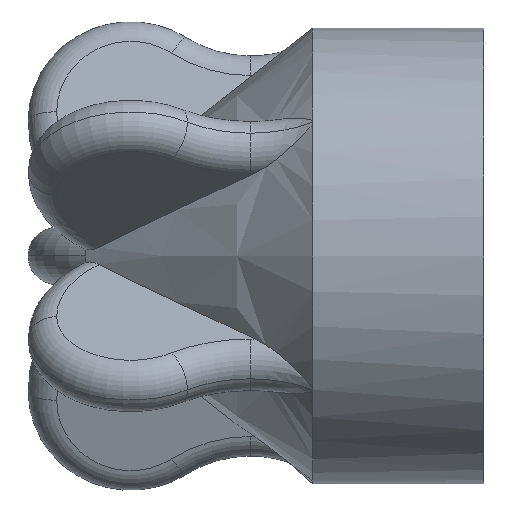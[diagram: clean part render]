
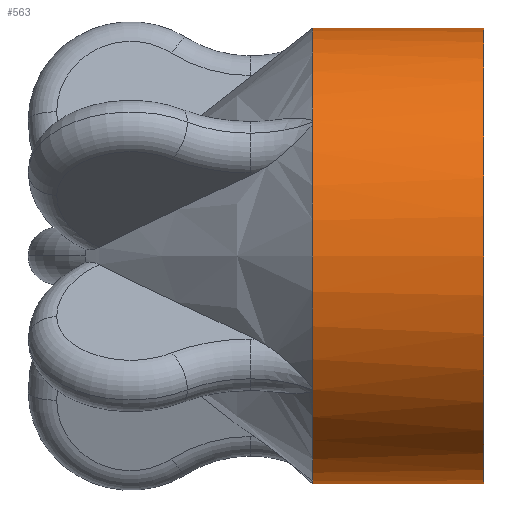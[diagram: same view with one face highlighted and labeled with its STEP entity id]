
A CAD part, left-side view. The second image highlights one B-rep face of the part: STEP entity #563.
In plain terms, the highlighted cylindrical face has radius 4 mm (diameter 8 mm), a partial arc.
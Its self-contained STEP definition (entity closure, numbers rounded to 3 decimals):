
#28 = VERTEX_POINT ( 'NONE', #1824 ) ;
#37 = EDGE_CURVE ( 'NONE', #914, #685, #1856, .T. ) ;
#66 = EDGE_CURVE ( 'NONE', #28, #884, #1154, .T. ) ;
#93 = CIRCLE ( 'NONE', #420, 4. ) ;
#151 = CIRCLE ( 'NONE', #2426, 4. ) ;
#164 = DIRECTION ( 'NONE',  ( 0., 1., 0. ) ) ;
#170 = CARTESIAN_POINT ( 'NONE',  ( 0., 0.5, 4. ) ) ;
#180 = DIRECTION ( 'NONE',  ( 0., -1., 0. ) ) ;
#184 = LINE ( 'NONE', #1875, #1807 ) ;
#371 = ORIENTED_EDGE ( 'NONE', *, *, #37, .T. ) ;
#420 = AXIS2_PLACEMENT_3D ( 'NONE', #2260, #1135, #554 ) ;
#442 = CARTESIAN_POINT ( 'NONE',  ( 0., 3.5, 4. ) ) ;
#465 = AXIS2_PLACEMENT_3D ( 'NONE', #696, #538, #2004 ) ;
#538 = DIRECTION ( 'NONE',  ( 0., 1., 0. ) ) ;
#554 = DIRECTION ( 'NONE',  ( 0., 0., 1. ) ) ;
#563 = ADVANCED_FACE ( 'NONE', ( #1943 ), #833, .T. ) ;
#626 = AXIS2_PLACEMENT_3D ( 'NONE', #710, #164, #2018 ) ;
#634 = DIRECTION ( 'NONE',  ( 0., -1., 0. ) ) ;
#685 = VERTEX_POINT ( 'NONE', #170 ) ;
#696 = CARTESIAN_POINT ( 'NONE',  ( 0., 3.5, 0. ) ) ;
#705 = CARTESIAN_POINT ( 'NONE',  ( 0., 3.5, 0. ) ) ;
#706 = VECTOR ( 'NONE', #634, 1000. ) ;
#710 = CARTESIAN_POINT ( 'NONE',  ( 0., 0.5, 0. ) ) ;
#833 = CYLINDRICAL_SURFACE ( 'NONE', #1197, 4. ) ;
#884 = VERTEX_POINT ( 'NONE', #2283 ) ;
#892 = DIRECTION ( 'NONE',  ( 0., -1., 0. ) ) ;
#914 = VERTEX_POINT ( 'NONE', #2366 ) ;
#927 = VERTEX_POINT ( 'NONE', #442 ) ;
#1019 = EDGE_LOOP ( 'NONE', ( #2152, #1682, #1623, #1247, #1310, #371 ) ) ;
#1083 = DIRECTION ( 'NONE',  ( 0., 1., 0. ) ) ;
#1130 = VERTEX_POINT ( 'NONE', #1610 ) ;
#1135 = DIRECTION ( 'NONE',  ( 0., 1., 0. ) ) ;
#1154 = CIRCLE ( 'NONE', #465, 4. ) ;
#1169 = EDGE_CURVE ( 'NONE', #1130, #927, #151, .T. ) ;
#1197 = AXIS2_PLACEMENT_3D ( 'NONE', #705, #892, #1802 ) ;
#1247 = ORIENTED_EDGE ( 'NONE', *, *, #66, .F. ) ;
#1310 = ORIENTED_EDGE ( 'NONE', *, *, #2396, .T. ) ;
#1343 = EDGE_CURVE ( 'NONE', #884, #1130, #93, .T. ) ;
#1451 = DIRECTION ( 'NONE',  ( 0., 0., 1. ) ) ;
#1610 = CARTESIAN_POINT ( 'NONE',  ( -3.236, 3.5, 2.351 ) ) ;
#1623 = ORIENTED_EDGE ( 'NONE', *, *, #1343, .F. ) ;
#1682 = ORIENTED_EDGE ( 'NONE', *, *, #1169, .F. ) ;
#1755 = LINE ( 'NONE', #1954, #706 ) ;
#1802 = DIRECTION ( 'NONE',  ( 0., 0., -1. ) ) ;
#1807 = VECTOR ( 'NONE', #180, 1000. ) ;
#1824 = CARTESIAN_POINT ( 'NONE',  ( 0., 3.5, -4. ) ) ;
#1856 = CIRCLE ( 'NONE', #626, 4. ) ;
#1875 = CARTESIAN_POINT ( 'NONE',  ( 0., 3.5, -4. ) ) ;
#1943 = FACE_OUTER_BOUND ( 'NONE', #1019, .T. ) ;
#1954 = CARTESIAN_POINT ( 'NONE',  ( 0., 3.5, 4. ) ) ;
#2004 = DIRECTION ( 'NONE',  ( 0., 0., 1. ) ) ;
#2005 = EDGE_CURVE ( 'NONE', #927, #685, #1755, .T. ) ;
#2018 = DIRECTION ( 'NONE',  ( 0., 0., 1. ) ) ;
#2152 = ORIENTED_EDGE ( 'NONE', *, *, #2005, .F. ) ;
#2260 = CARTESIAN_POINT ( 'NONE',  ( 0., 3.5, 0. ) ) ;
#2283 = CARTESIAN_POINT ( 'NONE',  ( -3.236, 3.5, -2.351 ) ) ;
#2366 = CARTESIAN_POINT ( 'NONE',  ( 0., 0.5, -4. ) ) ;
#2380 = CARTESIAN_POINT ( 'NONE',  ( 0., 3.5, 0. ) ) ;
#2396 = EDGE_CURVE ( 'NONE', #28, #914, #184, .T. ) ;
#2426 = AXIS2_PLACEMENT_3D ( 'NONE', #2380, #1083, #1451 ) ;
